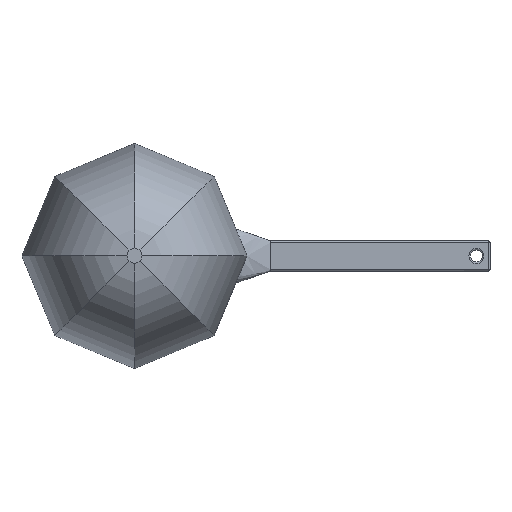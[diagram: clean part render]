
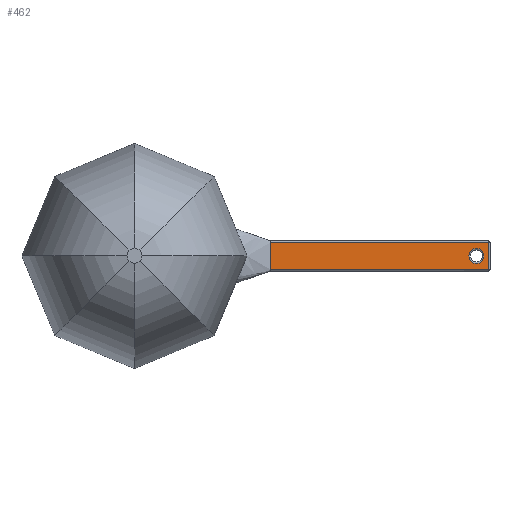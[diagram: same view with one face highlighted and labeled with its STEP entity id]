
A CAD part, top view. The second image highlights one B-rep face of the part: STEP entity #462.
In plain terms, the highlighted planar face has unit normal (0, 0, 1).
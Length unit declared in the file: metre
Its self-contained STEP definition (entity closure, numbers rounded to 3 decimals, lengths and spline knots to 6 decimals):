
#462 = ADVANCED_FACE( '', ( #936, #937 ), #938, .T. );
#936 = FACE_BOUND( '', #2950, .T. );
#937 = FACE_OUTER_BOUND( '', #2951, .T. );
#938 = PLANE( '', #2952 );
#2950 = EDGE_LOOP( '', ( #5833 ) );
#2951 = EDGE_LOOP( '', ( #5834, #5835, #5836, #5837 ) );
#2952 = AXIS2_PLACEMENT_3D( '', #5838, #5839, #5840 );
#5833 = ORIENTED_EDGE( '', *, *, #6299, .T. );
#5834 = ORIENTED_EDGE( '', *, *, #6432, .T. );
#5835 = ORIENTED_EDGE( '', *, *, #6563, .T. );
#5836 = ORIENTED_EDGE( '', *, *, #6313, .F. );
#5837 = ORIENTED_EDGE( '', *, *, #6293, .T. );
#5838 = CARTESIAN_POINT( '', ( 0.0365, 0., 0.0025 ) );
#5839 = DIRECTION( '', ( 0., 0., 1. ) );
#5840 = DIRECTION( '', ( 1., 0., 0. ) );
#6293 = EDGE_CURVE( '', #6976, #6980, #6982, .T. );
#6299 = EDGE_CURVE( '', #6991, #6991, #6992, .F. );
#6313 = EDGE_CURVE( '', #6976, #7015, #7016, .F. );
#6432 = EDGE_CURVE( '', #6980, #6709, #7198, .F. );
#6563 = EDGE_CURVE( '', #6709, #7015, #7374, .F. );
#6709 = VERTEX_POINT( '', #7559 );
#6976 = VERTEX_POINT( '', #8303 );
#6980 = VERTEX_POINT( '', #8315 );
#6982 = LINE( '', #8317, #8318 );
#6991 = VERTEX_POINT( '', #8340 );
#6992 = CIRCLE( '', #8341, 0.0025 );
#7015 = VERTEX_POINT( '', #8387 );
#7016 = B_SPLINE_CURVE_WITH_KNOTS( '', 3, ( #8388, #8389, #8390, #8391, #8392, #8393, #8394, #8395, #8396, #8397, #8398, #8399, #8400, #8401, #8402, #8403, #8404, #8405, #8406, #8407, #8408, #8409, #8410, #8411, #8412, #8413 ), .UNSPECIFIED., .F., .F., ( 4, 2, 2, 2, 2, 2, 2, 2, 2, 2, 2, 2, 4 ), ( 0.074165, 0.127394, 0.180623, 0.233852, 0.287081, 0.393539, 0.499997, 0.606455, 0.712912, 0.766141, 0.81937, 0.872599, 0.925828 ), .UNSPECIFIED. );
#7198 = LINE( '', #9055, #9056 );
#7374 = LINE( '', #9558, #9559 );
#7559 = CARTESIAN_POINT( '', ( 0.117665, 0.0045, 0.0025 ) );
#8303 = CARTESIAN_POINT( '', ( 0.045165, -0.0045, 0.0025 ) );
#8315 = CARTESIAN_POINT( '', ( 0.117665, -0.0045, 0.0025 ) );
#8317 = CARTESIAN_POINT( '', ( 0.118165, -0.0045, 0.0025 ) );
#8318 = VECTOR( '', #9975, 1. );
#8340 = CARTESIAN_POINT( '', ( 0.116165, 0., 0.0025 ) );
#8341 = AXIS2_PLACEMENT_3D( '', #9977, #9978, #9979 );
#8387 = CARTESIAN_POINT( '', ( 0.045165, 0.0045, 0.0025 ) );
#8388 = CARTESIAN_POINT( '', ( 0.045165, 0.0045, 0.0025 ) );
#8389 = CARTESIAN_POINT( '', ( 0.045165, 0.004312, 0.0025 ) );
#8390 = CARTESIAN_POINT( '', ( 0.045165, 0.004125, 0.0025 ) );
#8391 = CARTESIAN_POINT( '', ( 0.045165, 0.003749, 0.0025 ) );
#8392 = CARTESIAN_POINT( '', ( 0.045165, 0.003562, 0.0025 ) );
#8393 = CARTESIAN_POINT( '', ( 0.045165, 0.003187, 0.0025 ) );
#8394 = CARTESIAN_POINT( '', ( 0.045165, 0.002999, 0.0025 ) );
#8395 = CARTESIAN_POINT( '', ( 0.045165, 0.002624, 0.0025 ) );
#8396 = CARTESIAN_POINT( '', ( 0.045165, 0.002437, 0.0025 ) );
#8397 = CARTESIAN_POINT( '', ( 0.045165, 0.001874, 0.0025 ) );
#8398 = CARTESIAN_POINT( '', ( 0.045165, 0.001499, 0.0025 ) );
#8399 = CARTESIAN_POINT( '', ( 0.045165, 0.00075, 0.0025 ) );
#8400 = CARTESIAN_POINT( '', ( 0.045165, 0.000375, 0.0025 ) );
#8401 = CARTESIAN_POINT( '', ( 0.045165, -0.000375, 0.0025 ) );
#8402 = CARTESIAN_POINT( '', ( 0.045165, -0.00075, 0.0025 ) );
#8403 = CARTESIAN_POINT( '', ( 0.045165, -0.001499, 0.0025 ) );
#8404 = CARTESIAN_POINT( '', ( 0.045165, -0.001874, 0.0025 ) );
#8405 = CARTESIAN_POINT( '', ( 0.045165, -0.002437, 0.0025 ) );
#8406 = CARTESIAN_POINT( '', ( 0.045165, -0.002624, 0.0025 ) );
#8407 = CARTESIAN_POINT( '', ( 0.045165, -0.002999, 0.0025 ) );
#8408 = CARTESIAN_POINT( '', ( 0.045165, -0.003187, 0.0025 ) );
#8409 = CARTESIAN_POINT( '', ( 0.045165, -0.003562, 0.0025 ) );
#8410 = CARTESIAN_POINT( '', ( 0.045165, -0.003749, 0.0025 ) );
#8411 = CARTESIAN_POINT( '', ( 0.045165, -0.004125, 0.0025 ) );
#8412 = CARTESIAN_POINT( '', ( 0.045165, -0.004312, 0.0025 ) );
#8413 = CARTESIAN_POINT( '', ( 0.045165, -0.0045, 0.0025 ) );
#9055 = CARTESIAN_POINT( '', ( 0.117665, 0., 0.0025 ) );
#9056 = VECTOR( '', #10030, 1. );
#9558 = CARTESIAN_POINT( '', ( 0.0365, 0.0045, 0.0025 ) );
#9559 = VECTOR( '', #10086, 1. );
#9975 = DIRECTION( '', ( 1., 0., 0. ) );
#9977 = CARTESIAN_POINT( '', ( 0.113665, 0., 0.0025 ) );
#9978 = DIRECTION( '', ( 0., 0., 1. ) );
#9979 = DIRECTION( '', ( 1., 0., 0. ) );
#10030 = DIRECTION( '', ( 0., -1., 0. ) );
#10086 = DIRECTION( '', ( 1., 0., 0. ) );
